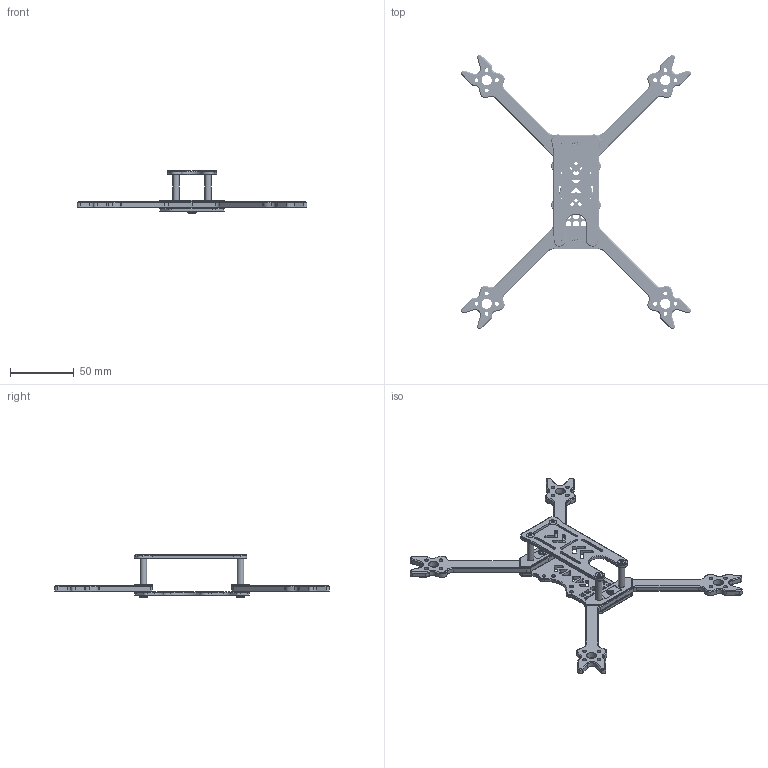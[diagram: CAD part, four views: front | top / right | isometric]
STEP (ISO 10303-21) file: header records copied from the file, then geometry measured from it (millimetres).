
FILE_DESCRIPTION(/* description */ (''),/* implementation_level */ '2;1');
FILE_NAME(/* name */ 'Ghost V3 - RC1.step',/* time_stamp */ '2019-10-03T00:20:02-04:00',/* author */ (''),/* organization */ (''),/* preprocessor_version */ 'ST-DEVELOPER v18',/* originating_system */ 'Autodesk Translation Framework v8.6.0.1094',/* authorisation */ '');
FILE_SCHEMA (('AUTOMOTIVE_DESIGN { 1 0 10303 214 3 1 1 }'));
Products named in the file (17): RC 1; Press Nut; Top Plate; Arm 1; Bottom Plate; Arm 4; Sandwich Plate 1; Sandwich Plate 2; Centerlok 1; Arm 2; Arm 3; Centerlok 2; Washer; M3 10mm; M3 16mm; 20mm Standoff; M3 8mm
Assembly tree (32 placements, depth 2):
  RC 1
    Press Nut  x6
    Top Plate
    Arm 1
    Bottom Plate
    Arm 4
    Sandwich Plate 1
    Sandwich Plate 2
    Centerlok 1
    Arm 2
    Arm 3
    Centerlok 2
    Washer  x2
    M3 10mm  x2
    M3 16mm  x4
    20mm Standoff  x4
    M3 8mm  x4
Bounding box: 180.03 x 215.03 x 33 mm (x, y, z)
Volume: 44364.1 mm3; surface area: 39380.5 mm2
Topology: 32 solids, 32 shells, 1952 faces, 5196 edges, 3330 vertices
Faces by surface type: plane 849, cylinder 741, cone 294, bspline 68
Full cylindrical faces by diameter (mm): 2.35 x194, 3 x242, 3.2 x2, 5 x4, 5.6 x12, 6 x10, 7 x2, 8 x4
Entity records: 49444 total; most frequent: CARTESIAN_POINT 22056, ORIENTED_EDGE 5676, DIRECTION 5434, EDGE_CURVE 2838, AXIS2_PLACEMENT_3D 1888, VERTEX_POINT 1770, LINE 1658, VECTOR 1658
